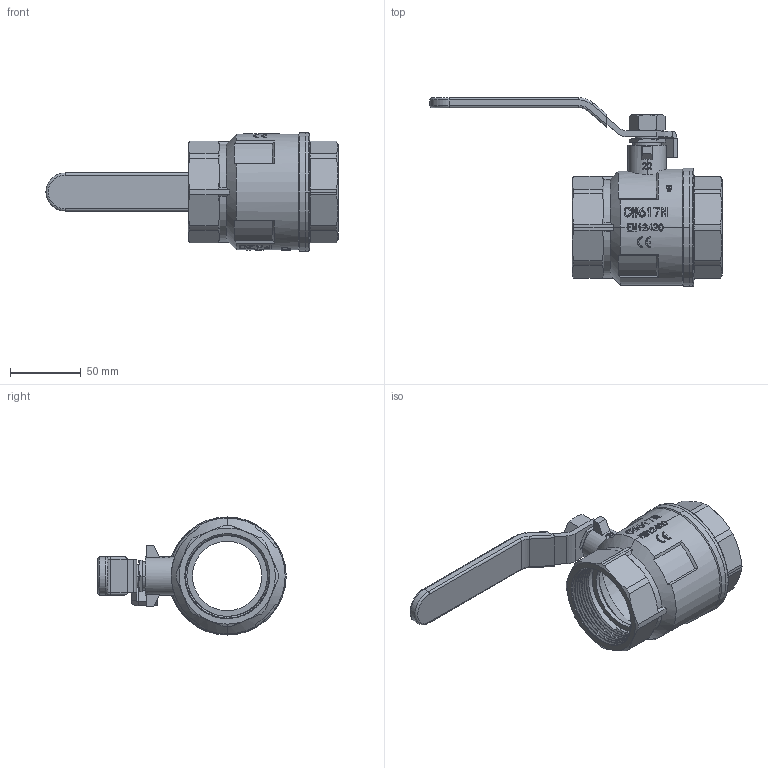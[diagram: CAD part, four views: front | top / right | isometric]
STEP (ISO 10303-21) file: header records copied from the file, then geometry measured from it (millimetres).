
FILE_DESCRIPTION(/* description */ ('Unknown','CAx-IF Rec.Pracs.---Representation and Presentation of Product Manufacturing Information (PMI)---4.0---2014-10-13','CAx-IF Rec.Pracs.---3D Tessellated Geometry---0.4---2014-09-14','2;1'),/* implementation_level */ '2;1');
FILE_NAME(/* name */ '600-09',/* time_stamp */ '2023-11-21T08:48:00+01:00',/* author */ ('Unknown'),/* organization */ ('Unknown'),/* preprocessor_version */ 'ST-DEVELOPER v18.102',/* originating_system */ 'Solid Edge',/* authorisation */ 'Unknown');
FILE_SCHEMA (('AP242_MANAGED_MODEL_BASED_3D_ENGINEERING_MIM_LF { 1 0 10303 442 1 1 4 }'));
Products named in the file (7): 600-09; 葩璃 10.33601.G50.0B5B-5990^10.33601.G50.CP5B-5990_10.33601.G50.0B5B-
5990; 葩璃 10.33601.G50.1^10.33601.G50.CP5B-5990_10.33601.G50.1B5B; 葩璃 10.33701.G50.4^10.33601.G50.CP5B-5990_10.33701.G50.4632; 葩璃 10.33701.G50.50^10.33601.G50.CP5B-5990_10.33701.G50.5032; 葩璃 10.33601.G50.7023-5990^10.33601.G50.CP5B-5990_10.33601.G50.7023-
5990; 葩璃 10.33601.G50.60^10.33601.G50.CP5B-5990_10.33601.G50.6032
Assembly tree (6 placements, depth 2):
  600-09
    葩璃 10.33601.G50.0B5B-5990^10.33601.G50.CP5B-5990_10.33601.G50.0B5B-
5990
    葩璃 10.33601.G50.1^10.33601.G50.CP5B-5990_10.33601.G50.1B5B
    葩璃 10.33701.G50.4^10.33601.G50.CP5B-5990_10.33701.G50.4632
    葩璃 10.33701.G50.50^10.33601.G50.CP5B-5990_10.33701.G50.5032
    葩璃 10.33601.G50.7023-5990^10.33601.G50.CP5B-5990_10.33601.G50.7023-
5990
    葩璃 10.33601.G50.60^10.33601.G50.CP5B-5990_10.33601.G50.6032
Bounding box: 206.5 x 133.25 x 83.5 mm (x, y, z)
Volume: 169906.3 mm3; surface area: 107711.8 mm2
Topology: 7 solids, 7 shells, 859 faces, 2307 edges, 1514 vertices
Faces by surface type: plane 352, cylinder 277, cone 121, bspline 80, torus 24, sphere 5
Entity records: 62111 total; most frequent: CARTESIAN_POINT 42341, ORIENTED_EDGE 4614, DIRECTION 3393, EDGE_CURVE 2307, VERTEX_POINT 1514, AXIS2_PLACEMENT_3D 1308, EDGE_LOOP 923, FACE_BOUND 923
